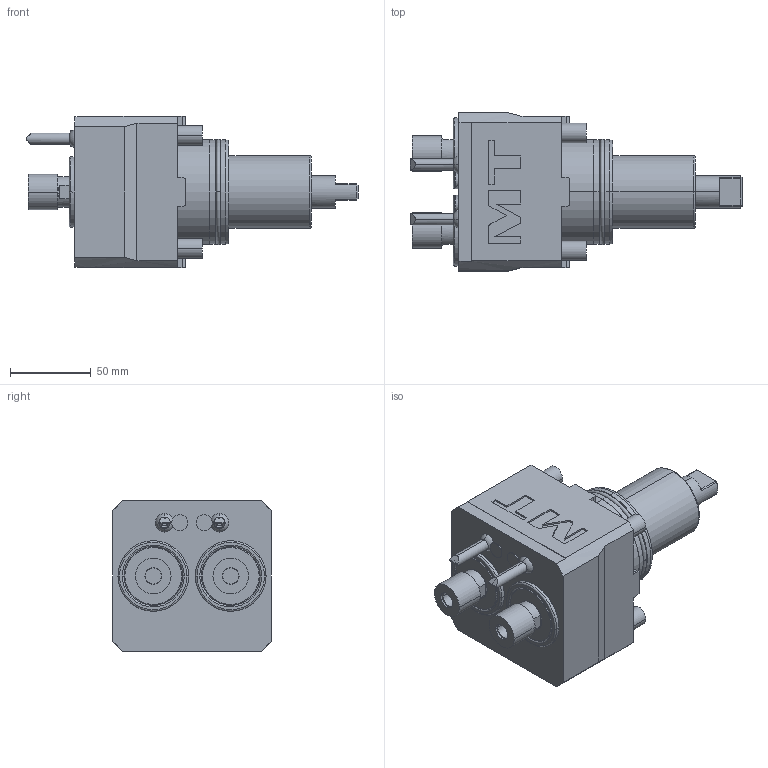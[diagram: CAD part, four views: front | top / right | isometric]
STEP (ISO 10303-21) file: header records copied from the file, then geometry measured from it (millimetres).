
FILE_DESCRIPTION((''),'2;1');
FILE_NAME('DWO0540216_CONF','2023-04-26T15:10:48',('smalpassi'),('M.T. srl'),'CREO PARAMETRIC BY PTC INC, 2021072','CREO PARAMETRIC BY PTC INC, 2021072','');
FILE_SCHEMA(('CONFIG_CONTROL_DESIGN'));
Length unit declared in the file: millimetre
Products named in the file (1): DWO0540216_CONF
Bounding box: 205.8 x 98 x 94 mm (x, y, z)
Volume: 800937.6 mm3; surface area: 72647.5 mm2
Topology: 1 solids, 1 shells, 286 faces, 696 edges, 452 vertices
Faces by surface type: plane 142, cylinder 90, cone 30, torus 16, sphere 4, extrusion 4
Entity records: 8856 total; most frequent: CARTESIAN_POINT 1990, DIRECTION 1448, ORIENTED_EDGE 1392, EDGE_CURVE 696, AXIS2_PLACEMENT_3D 540, VERTEX_POINT 452, VECTOR 368, LINE 364
